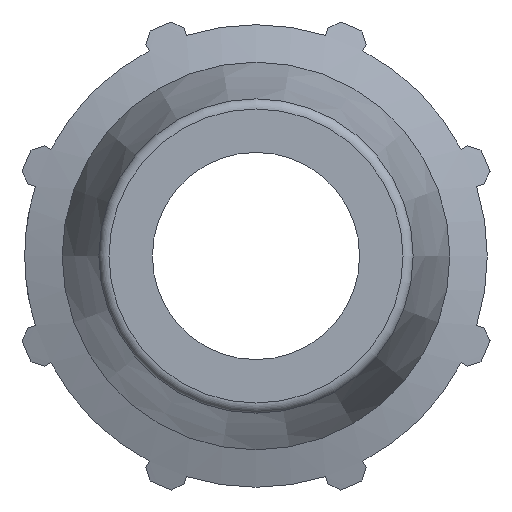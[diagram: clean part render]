
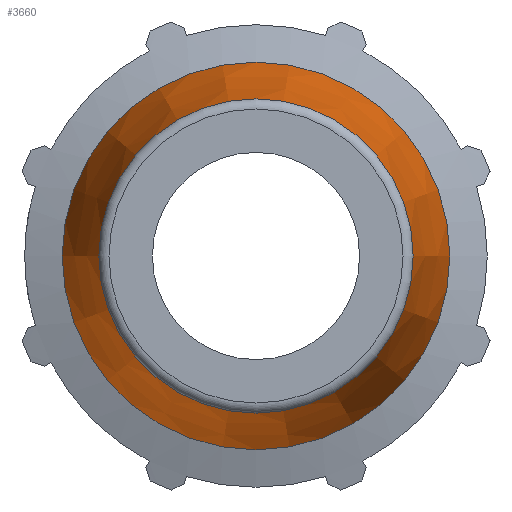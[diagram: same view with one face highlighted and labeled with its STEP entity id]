
A CAD part, left-side view. The second image highlights one B-rep face of the part: STEP entity #3660.
In plain terms, the highlighted conical face has half-angle 12 degrees and reference radius 16.852 mm.
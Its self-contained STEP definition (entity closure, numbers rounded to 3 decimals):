
#158=FACE_BOUND('',#594,.T.);
#371=FACE_OUTER_BOUND('',#593,.T.);
#593=EDGE_LOOP('',(#2802));
#594=EDGE_LOOP('',(#2803));
#835=CIRCLE('',#3848,18.705);
#875=CIRCLE('',#3949,15.168);
#1561=VERTEX_POINT('',#5445);
#1651=VERTEX_POINT('',#5934);
#1948=EDGE_CURVE('',#1561,#1561,#835,.T.);
#2082=EDGE_CURVE('',#1651,#1651,#875,.T.);
#2802=ORIENTED_EDGE('',*,*,#1948,.F.);
#2803=ORIENTED_EDGE('',*,*,#2082,.T.);
#3351=CONICAL_SURFACE('',#3951,16.852,12.);
#3660=ADVANCED_FACE('',(#371,#158),#3351,.T.);
#3848=AXIS2_PLACEMENT_3D('',#5446,#4350,#4351);
#3949=AXIS2_PLACEMENT_3D('',#5935,#4618,#4619);
#3951=AXIS2_PLACEMENT_3D('',#5938,#4622,#4623);
#4350=DIRECTION('center_axis',(1.,0.,0.));
#4351=DIRECTION('ref_axis',(0.,0.,-1.));
#4618=DIRECTION('center_axis',(1.,0.,0.));
#4619=DIRECTION('ref_axis',(0.,-1.,0.));
#4622=DIRECTION('center_axis',(1.,0.,0.));
#4623=DIRECTION('ref_axis',(0.,1.,0.));
#5445=CARTESIAN_POINT('',(-43.571,18.705,0.));
#5446=CARTESIAN_POINT('Origin',(-43.571,0.,
0.));
#5934=CARTESIAN_POINT('',(-60.208,15.168,0.));
#5935=CARTESIAN_POINT('Origin',(-60.208,0.,
0.));
#5938=CARTESIAN_POINT('Origin',(-52.286,0.,
0.));
